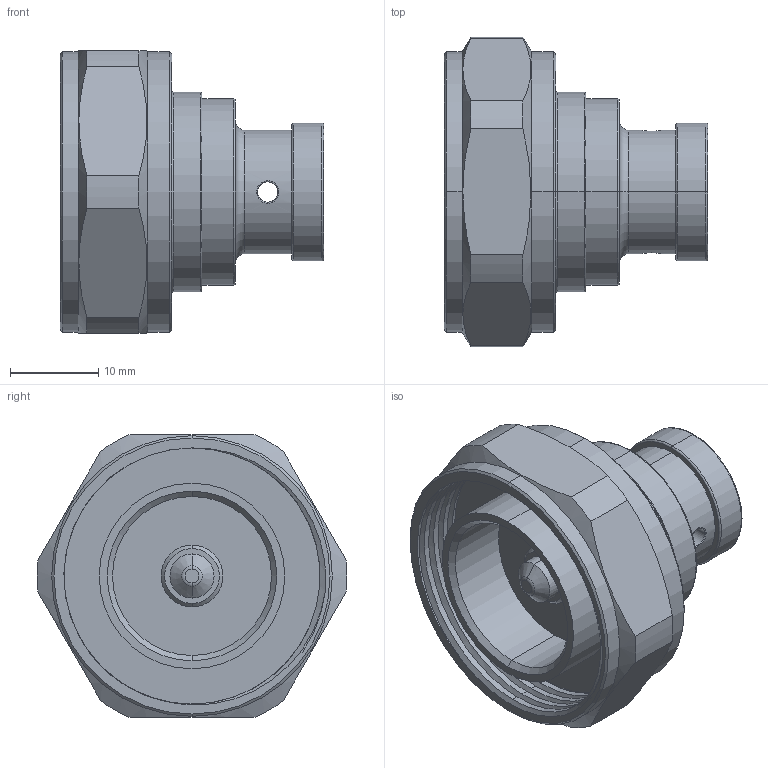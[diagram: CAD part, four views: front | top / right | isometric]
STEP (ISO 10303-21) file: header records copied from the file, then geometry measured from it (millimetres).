
FILE_DESCRIPTION((''),'2;1');
FILE_NAME('PRT0001','2021-09-02T',('1111'),(''),'PRO/ENGINEER BY PARAMETRIC TECHNOLOGY CORPORATION, 2012090','PRO/ENGINEER BY PARAMETRIC TECHNOLOGY CORPORATION, 2012090','');
FILE_SCHEMA(('CONFIG_CONTROL_DESIGN'));
Length unit declared in the file: millimetre
Products named in the file (1): PRT0001
Bounding box: 29.8 x 35.01 x 32 mm (x, y, z)
Volume: 11090.4 mm3; surface area: 5791.1 mm2
Topology: 1 solids, 1 shells, 91 faces, 205 edges, 125 vertices
Faces by surface type: cylinder 36, plane 18, torus 14, cone 14, bspline 9
Entity records: 4333 total; most frequent: CARTESIAN_POINT 2306, DIRECTION 416, ORIENTED_EDGE 410, EDGE_CURVE 205, AXIS2_PLACEMENT_3D 178, VERTEX_POINT 125, EDGE_LOOP 102, CIRCLE 96
